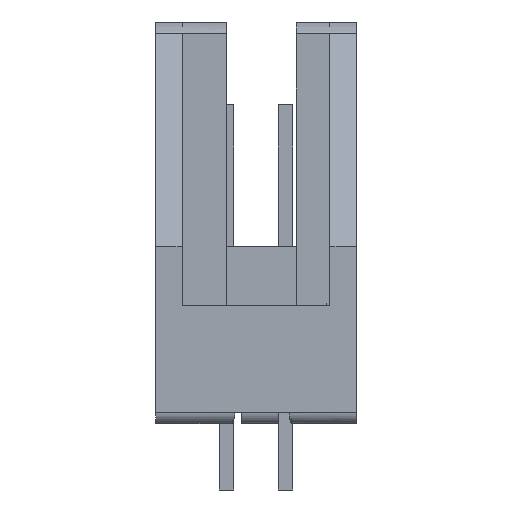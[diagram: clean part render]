
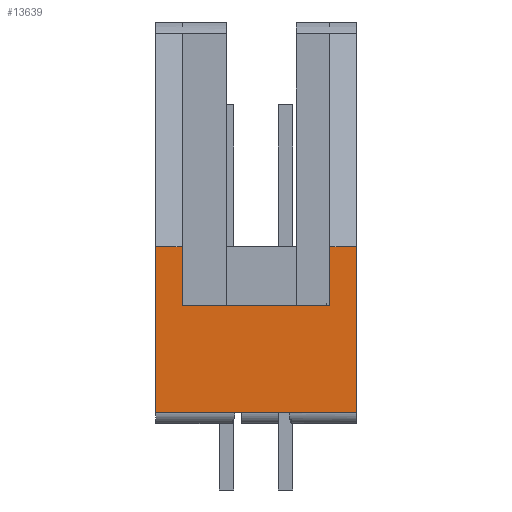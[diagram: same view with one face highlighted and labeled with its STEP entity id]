
A CAD part, left-side view. The second image highlights one B-rep face of the part: STEP entity #13639.
In plain terms, the highlighted planar face has unit normal (-1, 0, 0).
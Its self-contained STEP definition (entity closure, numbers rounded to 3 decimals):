
#226=FACE_OUTER_BOUND($,#1139,.T.);
#1139=EDGE_LOOP($,(#9007,#9008,#9009,#9010,#9011,#9012,#9013,#9014));
#2090=B_SPLINE_CURVE_WITH_KNOTS($,1,(#19569,#19570),.UNSPECIFIED.,.F.,.F.,
(2,2),(0.,1.),.UNSPECIFIED.);
#2094=B_SPLINE_CURVE_WITH_KNOTS($,1,(#19579,#19580),.UNSPECIFIED.,.F.,.F.,
(2,2),(0.,1.),.UNSPECIFIED.);
#2096=B_SPLINE_CURVE_WITH_KNOTS($,1,(#19585,#19586),.UNSPECIFIED.,.F.,.F.,
(2,2),(0.,1.),.UNSPECIFIED.);
#2097=B_SPLINE_CURVE_WITH_KNOTS($,1,(#19589,#19590),.UNSPECIFIED.,.F.,.F.,
(2,2),(0.,1.),.UNSPECIFIED.);
#2134=B_SPLINE_CURVE_WITH_KNOTS($,1,(#20104,#20105),.UNSPECIFIED.,.F.,.F.,
(2,2),(0.,1.),.UNSPECIFIED.);
#2135=B_SPLINE_CURVE_WITH_KNOTS($,1,(#20108,#20109),.UNSPECIFIED.,.F.,.F.,
(2,2),(0.,1.),.UNSPECIFIED.);
#2136=B_SPLINE_CURVE_WITH_KNOTS($,1,(#20110,#20111),.UNSPECIFIED.,.F.,.F.,
(2,2),(0.,1.),.UNSPECIFIED.);
#2137=B_SPLINE_CURVE_WITH_KNOTS($,1,(#20112,#20113),.UNSPECIFIED.,.F.,.F.,
(2,2),(0.,1.),.UNSPECIFIED.);
#5638=VERTEX_POINT($,#19565);
#5639=VERTEX_POINT($,#19568);
#5640=VERTEX_POINT($,#19576);
#5641=VERTEX_POINT($,#19582);
#5642=VERTEX_POINT($,#19588);
#5673=VERTEX_POINT($,#20098);
#5674=VERTEX_POINT($,#20101);
#5675=VERTEX_POINT($,#20107);
#6957=EDGE_CURVE($,#5639,#5638,#2090,.T.);
#6961=EDGE_CURVE($,#5638,#5640,#2094,.T.);
#6963=EDGE_CURVE($,#5640,#5641,#2096,.T.);
#6964=EDGE_CURVE($,#5642,#5639,#2097,.T.);
#7005=EDGE_CURVE($,#5674,#5673,#2134,.T.);
#7006=EDGE_CURVE($,#5675,#5642,#2135,.T.);
#7007=EDGE_CURVE($,#5641,#5673,#2136,.T.);
#7008=EDGE_CURVE($,#5675,#5674,#2137,.T.);
#9007=ORIENTED_EDGE($,*,*,#7006,.T.);
#9008=ORIENTED_EDGE($,*,*,#6964,.T.);
#9009=ORIENTED_EDGE($,*,*,#6957,.T.);
#9010=ORIENTED_EDGE($,*,*,#6961,.T.);
#9011=ORIENTED_EDGE($,*,*,#6963,.T.);
#9012=ORIENTED_EDGE($,*,*,#7007,.T.);
#9013=ORIENTED_EDGE($,*,*,#7005,.F.);
#9014=ORIENTED_EDGE($,*,*,#7008,.F.);
#12745=PLANE($,#14809);
#13639=ADVANCED_FACE($,(#226),#12745,.T.);
#14809=AXIS2_PLACEMENT_3D($,#20106,#15764,#15765);
#15764=DIRECTION('center_axis',(-1.,0.,0.));
#15765=DIRECTION('ref_axis',(0.,0.,1.));
#19565=CARTESIAN_POINT('',(-50.292,3.175,5.08));
#19568=CARTESIAN_POINT('',(-50.292,-3.175,5.08));
#19569=CARTESIAN_POINT('Ctrl Pts',(-50.292,-3.175,5.08));
#19570=CARTESIAN_POINT('Ctrl Pts',(-50.292,3.175,5.08));
#19576=CARTESIAN_POINT('',(-50.292,3.175,7.62));
#19579=CARTESIAN_POINT('Ctrl Pts',(-50.292,3.175,5.08));
#19580=CARTESIAN_POINT('Ctrl Pts',(-50.292,3.175,7.62));
#19582=CARTESIAN_POINT('',(-50.292,4.318,7.62));
#19585=CARTESIAN_POINT('Ctrl Pts',(-50.292,3.175,7.62));
#19586=CARTESIAN_POINT('Ctrl Pts',(-50.292,4.318,7.62));
#19588=CARTESIAN_POINT('',(-50.292,-3.175,7.62));
#19589=CARTESIAN_POINT('Ctrl Pts',(-50.292,-3.175,7.62));
#19590=CARTESIAN_POINT('Ctrl Pts',(-50.292,-3.175,5.08));
#20098=CARTESIAN_POINT('',(-50.292,4.318,0.508));
#20101=CARTESIAN_POINT('',(-50.292,-4.318,0.508));
#20104=CARTESIAN_POINT('Ctrl Pts',(-50.292,-4.318,0.508));
#20105=CARTESIAN_POINT('Ctrl Pts',(-50.292,4.318,0.508));
#20106=CARTESIAN_POINT('Origin',(-50.292,4.491,7.762));
#20107=CARTESIAN_POINT('',(-50.292,-4.318,7.62));
#20108=CARTESIAN_POINT('Ctrl Pts',(-50.292,-4.318,7.62));
#20109=CARTESIAN_POINT('Ctrl Pts',(-50.292,-3.175,7.62));
#20110=CARTESIAN_POINT('Ctrl Pts',(-50.292,4.318,7.62));
#20111=CARTESIAN_POINT('Ctrl Pts',(-50.292,4.318,0.508));
#20112=CARTESIAN_POINT('Ctrl Pts',(-50.292,-4.318,7.62));
#20113=CARTESIAN_POINT('Ctrl Pts',(-50.292,-4.318,0.508));
